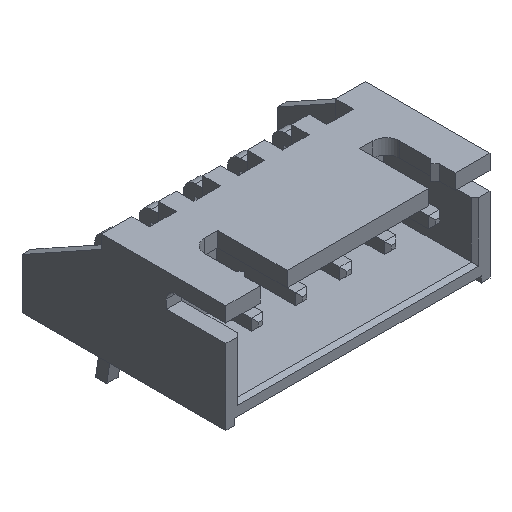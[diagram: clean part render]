
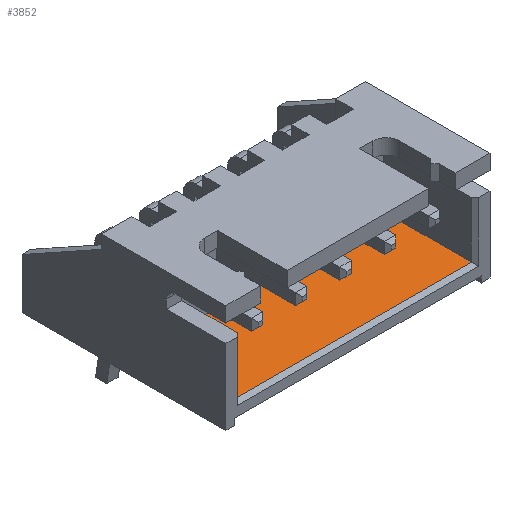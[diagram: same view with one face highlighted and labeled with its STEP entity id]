
A CAD part, isometric view. The second image highlights one B-rep face of the part: STEP entity #3852.
In plain terms, the highlighted planar face has unit normal (0, 0, 1).
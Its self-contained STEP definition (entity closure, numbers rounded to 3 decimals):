
#127 = PLANE('',#128);
#128 = AXIS2_PLACEMENT_3D('',#129,#130,#131);
#129 = CARTESIAN_POINT('',(11.6,-9.2,1.1));
#130 = DIRECTION('',(1.,0.,0.));
#131 = DIRECTION('',(0.,0.,1.));
#206 = PLANE('',#207);
#207 = AXIS2_PLACEMENT_3D('',#208,#209,#210);
#208 = CARTESIAN_POINT('',(-1.6,-9.1,1.));
#209 = DIRECTION('',(0.,-0.707,0.707
));
#210 = DIRECTION('',(1.,0.,0.));
#514 = VERTEX_POINT('',#515);
#515 = CARTESIAN_POINT('',(11.6,-9.,1.1));
#811 = EDGE_CURVE('',#514,#812,#814,.T.);
#812 = VERTEX_POINT('',#813);
#813 = CARTESIAN_POINT('',(11.6,-4.05,1.1));
#814 = SURFACE_CURVE('',#815,(#819,#826),.PCURVE_S1.);
#815 = LINE('',#816,#817);
#816 = CARTESIAN_POINT('',(11.6,-9.2,1.1));
#817 = VECTOR('',#818,1.);
#818 = DIRECTION('',(0.,1.,0.));
#819 = PCURVE('',#127,#820);
#820 = DEFINITIONAL_REPRESENTATION('',(#821),#825);
#821 = LINE('',#822,#823);
#822 = CARTESIAN_POINT('',(0.,0.));
#823 = VECTOR('',#824,1.);
#824 = DIRECTION('',(0.,-1.));
#825 = ( GEOMETRIC_REPRESENTATION_CONTEXT(2)
PARAMETRIC_REPRESENTATION_CONTEXT() REPRESENTATION_CONTEXT('2D SPACE',''
) );
#826 = PCURVE('',#827,#832);
#827 = PLANE('',#828);
#828 = AXIS2_PLACEMENT_3D('',#829,#830,#831);
#829 = CARTESIAN_POINT('',(-1.6,-9.2,1.1));
#830 = DIRECTION('',(0.,0.,-1.));
#831 = DIRECTION('',(1.,0.,0.));
#832 = DEFINITIONAL_REPRESENTATION('',(#833),#837);
#833 = LINE('',#834,#835);
#834 = CARTESIAN_POINT('',(13.2,0.));
#835 = VECTOR('',#836,1.);
#836 = DIRECTION('',(0.,-1.));
#837 = ( GEOMETRIC_REPRESENTATION_CONTEXT(2)
PARAMETRIC_REPRESENTATION_CONTEXT() REPRESENTATION_CONTEXT('2D SPACE',''
) );
#855 = PLANE('',#856);
#856 = AXIS2_PLACEMENT_3D('',#857,#858,#859);
#857 = CARTESIAN_POINT('',(11.6,-4.05,5.25));
#858 = DIRECTION('',(0.,1.,0.));
#859 = DIRECTION('',(1.,0.,0.));
#964 = VERTEX_POINT('',#965);
#965 = CARTESIAN_POINT('',(-1.6,-9.,1.1));
#988 = EDGE_CURVE('',#964,#514,#989,.T.);
#989 = SURFACE_CURVE('',#990,(#994,#1001),.PCURVE_S1.);
#990 = LINE('',#991,#992);
#991 = CARTESIAN_POINT('',(-1.6,-9.,1.1));
#992 = VECTOR('',#993,1.);
#993 = DIRECTION('',(1.,0.,0.));
#994 = PCURVE('',#206,#995);
#995 = DEFINITIONAL_REPRESENTATION('',(#996),#1000);
#996 = LINE('',#997,#998);
#997 = CARTESIAN_POINT('',(0.,0.141));
#998 = VECTOR('',#999,1.);
#999 = DIRECTION('',(1.,0.));
#1000 = ( GEOMETRIC_REPRESENTATION_CONTEXT(2)
PARAMETRIC_REPRESENTATION_CONTEXT() REPRESENTATION_CONTEXT('2D SPACE',''
) );
#1001 = PCURVE('',#827,#1002);
#1002 = DEFINITIONAL_REPRESENTATION('',(#1003),#1007);
#1003 = LINE('',#1004,#1005);
#1004 = CARTESIAN_POINT('',(0.,-0.2));
#1005 = VECTOR('',#1006,1.);
#1006 = DIRECTION('',(1.,0.));
#1007 = ( GEOMETRIC_REPRESENTATION_CONTEXT(2)
PARAMETRIC_REPRESENTATION_CONTEXT() REPRESENTATION_CONTEXT('2D SPACE',''
) );
#1051 = PLANE('',#1052);
#1052 = AXIS2_PLACEMENT_3D('',#1053,#1054,#1055);
#1053 = CARTESIAN_POINT('',(-1.6,-9.2,5.25));
#1054 = DIRECTION('',(-1.,0.,0.));
#1055 = DIRECTION('',(0.,0.,-1.));
#3852 = ADVANCED_FACE('',(#3853),#827,.F.);
#3853 = FACE_BOUND('',#3854,.F.);
#3854 = EDGE_LOOP('',(#3855,#3878,#3899,#3900));
#3855 = ORIENTED_EDGE('',*,*,#3856,.T.);
#3856 = EDGE_CURVE('',#964,#3857,#3859,.T.);
#3857 = VERTEX_POINT('',#3858);
#3858 = CARTESIAN_POINT('',(-1.6,-4.05,1.1));
#3859 = SURFACE_CURVE('',#3860,(#3864,#3871),.PCURVE_S1.);
#3860 = LINE('',#3861,#3862);
#3861 = CARTESIAN_POINT('',(-1.6,-9.2,1.1));
#3862 = VECTOR('',#3863,1.);
#3863 = DIRECTION('',(0.,1.,0.));
#3864 = PCURVE('',#827,#3865);
#3865 = DEFINITIONAL_REPRESENTATION('',(#3866),#3870);
#3866 = LINE('',#3867,#3868);
#3867 = CARTESIAN_POINT('',(0.,0.));
#3868 = VECTOR('',#3869,1.);
#3869 = DIRECTION('',(0.,-1.));
#3870 = ( GEOMETRIC_REPRESENTATION_CONTEXT(2)
PARAMETRIC_REPRESENTATION_CONTEXT() REPRESENTATION_CONTEXT('2D SPACE',''
) );
#3871 = PCURVE('',#1051,#3872);
#3872 = DEFINITIONAL_REPRESENTATION('',(#3873),#3877);
#3873 = LINE('',#3874,#3875);
#3874 = CARTESIAN_POINT('',(4.15,0.));
#3875 = VECTOR('',#3876,1.);
#3876 = DIRECTION('',(0.,-1.));
#3877 = ( GEOMETRIC_REPRESENTATION_CONTEXT(2)
PARAMETRIC_REPRESENTATION_CONTEXT() REPRESENTATION_CONTEXT('2D SPACE',''
) );
#3878 = ORIENTED_EDGE('',*,*,#3879,.T.);
#3879 = EDGE_CURVE('',#3857,#812,#3880,.T.);
#3880 = SURFACE_CURVE('',#3881,(#3885,#3892),.PCURVE_S1.);
#3881 = LINE('',#3882,#3883);
#3882 = CARTESIAN_POINT('',(-1.6,-4.05,1.1));
#3883 = VECTOR('',#3884,1.);
#3884 = DIRECTION('',(1.,0.,0.));
#3885 = PCURVE('',#827,#3886);
#3886 = DEFINITIONAL_REPRESENTATION('',(#3887),#3891);
#3887 = LINE('',#3888,#3889);
#3888 = CARTESIAN_POINT('',(0.,-5.15));
#3889 = VECTOR('',#3890,1.);
#3890 = DIRECTION('',(1.,0.));
#3891 = ( GEOMETRIC_REPRESENTATION_CONTEXT(2)
PARAMETRIC_REPRESENTATION_CONTEXT() REPRESENTATION_CONTEXT('2D SPACE',''
) );
#3892 = PCURVE('',#855,#3893);
#3893 = DEFINITIONAL_REPRESENTATION('',(#3894),#3898);
#3894 = LINE('',#3895,#3896);
#3895 = CARTESIAN_POINT('',(-13.2,4.15));
#3896 = VECTOR('',#3897,1.);
#3897 = DIRECTION('',(1.,0.));
#3898 = ( GEOMETRIC_REPRESENTATION_CONTEXT(2)
PARAMETRIC_REPRESENTATION_CONTEXT() REPRESENTATION_CONTEXT('2D SPACE',''
) );
#3899 = ORIENTED_EDGE('',*,*,#811,.F.);
#3900 = ORIENTED_EDGE('',*,*,#988,.F.);
